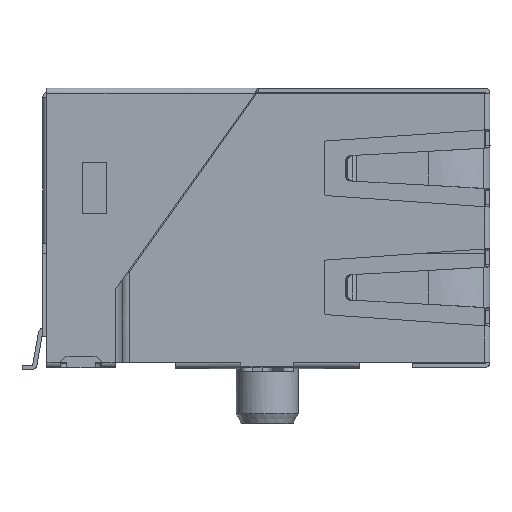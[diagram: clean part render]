
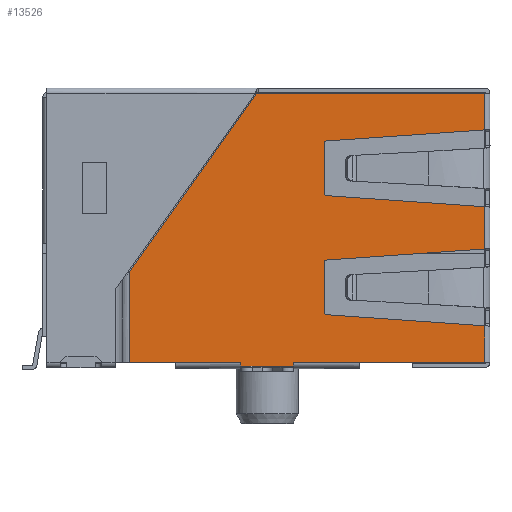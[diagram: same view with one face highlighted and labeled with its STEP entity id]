
A CAD part, left-side view. The second image highlights one B-rep face of the part: STEP entity #13526.
In plain terms, the highlighted face is planar.
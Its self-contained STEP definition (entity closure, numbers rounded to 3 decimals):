
#558=CIRCLE('',#16356,0.1);
#560=CIRCLE('',#16359,0.1);
#562=CIRCLE('',#16362,0.1);
#564=CIRCLE('',#16365,0.1);
#4337=ORIENTED_EDGE('',*,*,#6756,.T.);
#4338=ORIENTED_EDGE('',*,*,#6743,.F.);
#4339=ORIENTED_EDGE('',*,*,#6714,.F.);
#4340=ORIENTED_EDGE('',*,*,#6757,.T.);
#4341=ORIENTED_EDGE('',*,*,#6494,.T.);
#4342=ORIENTED_EDGE('',*,*,#6483,.T.);
#4343=ORIENTED_EDGE('',*,*,#6758,.T.);
#4344=ORIENTED_EDGE('',*,*,#6759,.T.);
#4345=ORIENTED_EDGE('',*,*,#6760,.T.);
#4346=ORIENTED_EDGE('',*,*,#6353,.F.);
#4347=ORIENTED_EDGE('',*,*,#6333,.F.);
#4348=ORIENTED_EDGE('',*,*,#6347,.F.);
#4349=ORIENTED_EDGE('',*,*,#6337,.F.);
#4350=ORIENTED_EDGE('',*,*,#6350,.F.);
#4351=ORIENTED_EDGE('',*,*,#6761,.T.);
#4352=ORIENTED_EDGE('',*,*,#6359,.F.);
#4353=ORIENTED_EDGE('',*,*,#6341,.F.);
#4354=ORIENTED_EDGE('',*,*,#6361,.F.);
#4355=ORIENTED_EDGE('',*,*,#6345,.F.);
#4356=ORIENTED_EDGE('',*,*,#6356,.F.);
#4357=ORIENTED_EDGE('',*,*,#6749,.T.);
#6333=EDGE_CURVE('',#7819,#7820,#558,.T.);
#6337=EDGE_CURVE('',#7823,#7824,#560,.T.);
#6341=EDGE_CURVE('',#7827,#7828,#562,.T.);
#6345=EDGE_CURVE('',#7831,#7832,#564,.T.);
#6347=EDGE_CURVE('',#7824,#7819,#9134,.T.);
#6350=EDGE_CURVE('',#7833,#7823,#9136,.T.);
#6353=EDGE_CURVE('',#7820,#7834,#9139,.T.);
#6356=EDGE_CURVE('',#7835,#7831,#9140,.T.);
#6359=EDGE_CURVE('',#7828,#7836,#9143,.T.);
#6361=EDGE_CURVE('',#7832,#7827,#9144,.T.);
#6483=EDGE_CURVE('',#7921,#7920,#9225,.T.);
#6494=EDGE_CURVE('',#7927,#7921,#9233,.T.);
#6714=EDGE_CURVE('',#8078,#8079,#9376,.T.);
#6743=EDGE_CURVE('',#8079,#8091,#9400,.T.);
#6749=EDGE_CURVE('',#7835,#8096,#9404,.T.);
#6756=EDGE_CURVE('',#8096,#8091,#9411,.T.);
#6757=EDGE_CURVE('',#8078,#7927,#9412,.T.);
#6758=EDGE_CURVE('',#7920,#8099,#9413,.T.);
#6759=EDGE_CURVE('',#8099,#8100,#9414,.T.);
#6760=EDGE_CURVE('',#8100,#7834,#9415,.T.);
#6761=EDGE_CURVE('',#7833,#7836,#9416,.T.);
#7819=VERTEX_POINT('',#24402);
#7820=VERTEX_POINT('',#24404);
#7823=VERTEX_POINT('',#24411);
#7824=VERTEX_POINT('',#24413);
#7827=VERTEX_POINT('',#24420);
#7828=VERTEX_POINT('',#24422);
#7831=VERTEX_POINT('',#24429);
#7832=VERTEX_POINT('',#24431);
#7833=VERTEX_POINT('',#24438);
#7834=VERTEX_POINT('',#24444);
#7835=VERTEX_POINT('',#24448);
#7836=VERTEX_POINT('',#24454);
#7920=VERTEX_POINT('',#24702);
#7921=VERTEX_POINT('',#24704);
#7927=VERTEX_POINT('',#24725);
#8078=VERTEX_POINT('',#25329);
#8079=VERTEX_POINT('',#25331);
#8091=VERTEX_POINT('',#25392);
#8096=VERTEX_POINT('',#25406);
#8099=VERTEX_POINT('',#25421);
#8100=VERTEX_POINT('',#25423);
#9134=LINE('',#24434,#10499);
#9136=LINE('',#24439,#10501);
#9139=LINE('',#24443,#10504);
#9140=LINE('',#24449,#10505);
#9143=LINE('',#24453,#10508);
#9144=LINE('',#24457,#10509);
#9225=LINE('',#24703,#10590);
#9233=LINE('',#24724,#10598);
#9376=LINE('',#25330,#10741);
#9400=LINE('',#25395,#10765);
#9404=LINE('',#25407,#10769);
#9411=LINE('',#25418,#10776);
#9412=LINE('',#25419,#10777);
#9413=LINE('',#25420,#10778);
#9414=LINE('',#25422,#10779);
#9415=LINE('',#25424,#10780);
#9416=LINE('',#25425,#10781);
#10499=VECTOR('',#19128,1000.);
#10501=VECTOR('',#19134,1000.);
#10504=VECTOR('',#19139,1000.);
#10505=VECTOR('',#19146,1000.);
#10508=VECTOR('',#19151,1000.);
#10509=VECTOR('',#19156,1000.);
#10590=VECTOR('',#19399,1000.);
#10598=VECTOR('',#19421,1000.);
#10741=VECTOR('',#19802,1000.);
#10765=VECTOR('',#19848,1000.);
#10769=VECTOR('',#19860,1000.);
#10776=VECTOR('',#19871,1000.);
#10777=VECTOR('',#19872,1000.);
#10778=VECTOR('',#19873,1000.);
#10779=VECTOR('',#19874,1000.);
#10780=VECTOR('',#19875,1000.);
#10781=VECTOR('',#19876,1000.);
#11553=EDGE_LOOP('',(#4337,#4338,#4339,#4340,#4341,#4342,#4343,#4344,#4345,
#4346,#4347,#4348,#4349,#4350,#4351,#4352,#4353,#4354,#4355,#4356,#4357));
#12326=FACE_BOUND('',#11553,.T.);
#12819=PLANE('',#16599);
#13526=ADVANCED_FACE('',(#12326),#12819,.T.);
#16356=AXIS2_PLACEMENT_3D('',#24403,#19099,#19100);
#16359=AXIS2_PLACEMENT_3D('',#24412,#19107,#19108);
#16362=AXIS2_PLACEMENT_3D('',#24421,#19115,#19116);
#16365=AXIS2_PLACEMENT_3D('',#24430,#19123,#19124);
#16599=AXIS2_PLACEMENT_3D('',#25417,#19869,#19870);
#19099=DIRECTION('',(1.,0.,0.));
#19100=DIRECTION('',(0.,1.,0.));
#19107=DIRECTION('',(1.,0.,0.));
#19108=DIRECTION('',(0.,1.,0.));
#19115=DIRECTION('',(1.,0.,0.));
#19116=DIRECTION('',(0.,1.,0.));
#19123=DIRECTION('',(1.,0.,0.));
#19124=DIRECTION('',(0.,1.,0.));
#19128=DIRECTION('',(0.,0.,1.));
#19134=DIRECTION('',(0.,0.998,0.07));
#19139=DIRECTION('',(0.,-0.998,0.07));
#19146=DIRECTION('',(0.,0.998,0.07));
#19151=DIRECTION('',(0.,-0.998,0.07));
#19156=DIRECTION('',(0.,0.,1.));
#19399=DIRECTION('',(0.,-1.,0.));
#19421=DIRECTION('',(0.,0.,1.));
#19802=DIRECTION('',(0.,0.,-1.));
#19848=DIRECTION('',(0.,-0.58,-0.814));
#19860=DIRECTION('',(0.,0.,-1.));
#19869=DIRECTION('',(1.,0.,0.));
#19870=DIRECTION('',(0.,1.,0.));
#19871=DIRECTION('',(0.,1.,0.));
#19872=DIRECTION('',(0.,-1.,0.));
#19873=DIRECTION('',(0.,0.,-1.));
#19874=DIRECTION('',(0.,-1.,0.));
#19875=DIRECTION('',(0.,0.,-1.));
#19876=DIRECTION('',(0.,0.,-1.));
#24402=CARTESIAN_POINT('',(7.95,-2.7,4.095));
#24403=CARTESIAN_POINT('',(7.95,-2.8,4.095));
#24404=CARTESIAN_POINT('',(7.95,-2.793,4.195));
#24411=CARTESIAN_POINT('',(7.95,-2.793,1.555));
#24412=CARTESIAN_POINT('',(7.95,-2.8,1.655));
#24413=CARTESIAN_POINT('',(7.95,-2.7,1.655));
#24420=CARTESIAN_POINT('',(7.95,-2.7,-1.655));
#24421=CARTESIAN_POINT('',(7.95,-2.8,-1.655));
#24422=CARTESIAN_POINT('',(7.95,-2.793,-1.555));
#24429=CARTESIAN_POINT('',(7.95,-2.793,-4.195));
#24430=CARTESIAN_POINT('',(7.95,-2.8,-4.095));
#24431=CARTESIAN_POINT('',(7.95,-2.7,-4.095));
#24434=CARTESIAN_POINT('',(7.95,-2.7,1.562));
#24438=CARTESIAN_POINT('',(7.95,-10.45,1.02));
#24439=CARTESIAN_POINT('',(7.95,-10.7,1.003));
#24443=CARTESIAN_POINT('',(7.95,-2.7,4.188));
#24444=CARTESIAN_POINT('',(7.95,-10.45,4.73));
#24448=CARTESIAN_POINT('',(7.95,-10.45,-4.73));
#24449=CARTESIAN_POINT('',(7.95,-10.7,-4.747));
#24453=CARTESIAN_POINT('',(7.95,-10.7,-1.003));
#24454=CARTESIAN_POINT('',(7.95,-10.45,-1.02));
#24457=CARTESIAN_POINT('',(7.95,-2.7,-4.188));
#24702=CARTESIAN_POINT('',(7.95,-1.21,6.675));
#24703=CARTESIAN_POINT('',(7.95,1.33,6.675));
#24704=CARTESIAN_POINT('',(7.95,1.33,6.675));
#24724=CARTESIAN_POINT('',(7.95,1.33,6.325));
#24725=CARTESIAN_POINT('',(7.95,1.33,6.5));
#25329=CARTESIAN_POINT('',(7.95,6.7,6.5));
#25330=CARTESIAN_POINT('',(7.95,6.7,6.5));
#25331=CARTESIAN_POINT('',(7.95,6.7,2.104));
#25392=CARTESIAN_POINT('',(7.95,0.568,-6.5));
#25395=CARTESIAN_POINT('',(7.95,6.7,2.104));
#25406=CARTESIAN_POINT('',(7.95,-10.45,-6.5));
#25407=CARTESIAN_POINT('',(7.95,-10.45,6.5));
#25417=CARTESIAN_POINT('',(7.95,-10.541,6.5));
#25418=CARTESIAN_POINT('',(7.95,-10.541,-6.5));
#25419=CARTESIAN_POINT('',(7.95,-10.541,6.5));
#25420=CARTESIAN_POINT('',(7.95,-1.21,6.675));
#25421=CARTESIAN_POINT('',(7.95,-1.21,6.5));
#25422=CARTESIAN_POINT('',(7.95,-10.541,6.5));
#25423=CARTESIAN_POINT('',(7.95,-10.45,6.5));
#25424=CARTESIAN_POINT('',(7.95,-10.45,6.5));
#25425=CARTESIAN_POINT('',(7.95,-10.45,6.5));
